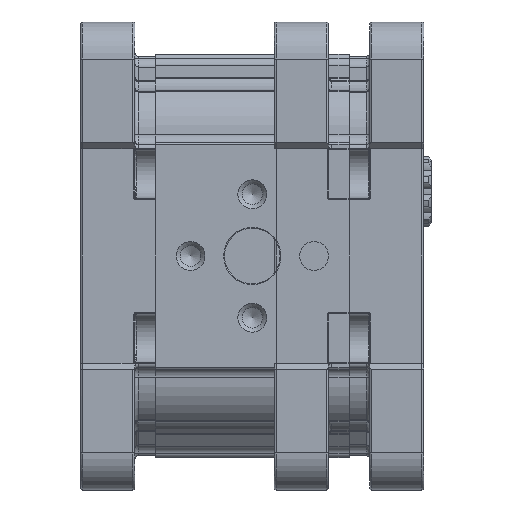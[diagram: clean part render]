
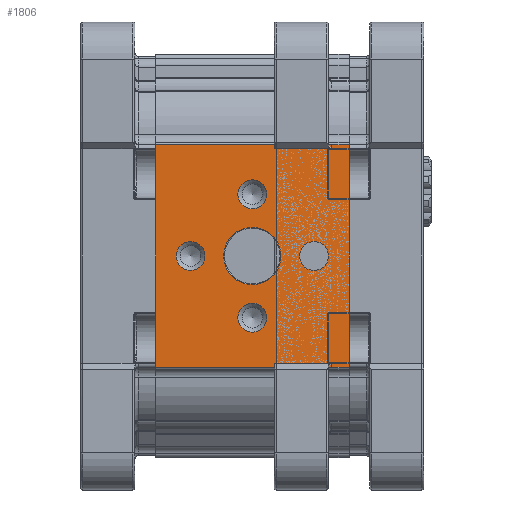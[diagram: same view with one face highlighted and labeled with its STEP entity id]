
A CAD part, left-side view. The second image highlights one B-rep face of the part: STEP entity #1806.
In plain terms, the highlighted planar face has unit normal (-1, 0, 0).
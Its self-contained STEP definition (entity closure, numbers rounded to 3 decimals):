
#1806 = ADVANCED_FACE( '', ( #4710, #4711, #4712, #4713, #4714, #4715 ), #4716, .T. );
#4710 = FACE_BOUND( '', #9108, .T. );
#4711 = FACE_BOUND( '', #9109, .T. );
#4712 = FACE_BOUND( '', #9110, .T. );
#4713 = FACE_BOUND( '', #9111, .T. );
#4714 = FACE_BOUND( '', #9112, .T. );
#4715 = FACE_OUTER_BOUND( '', #9113, .T. );
#4716 = PLANE( '', #9114 );
#9108 = EDGE_LOOP( '', ( #15949 ) );
#9109 = EDGE_LOOP( '', ( #15950 ) );
#9110 = EDGE_LOOP( '', ( #15951 ) );
#9111 = EDGE_LOOP( '', ( #15952 ) );
#9112 = EDGE_LOOP( '', ( #15953 ) );
#9113 = EDGE_LOOP( '', ( #15954, #15955, #15956, #15957 ) );
#9114 = AXIS2_PLACEMENT_3D( '', #15958, #15959, #15960 );
#15949 = ORIENTED_EDGE( '', *, *, #26859, .T. );
#15950 = ORIENTED_EDGE( '', *, *, #26860, .T. );
#15951 = ORIENTED_EDGE( '', *, *, #26861, .T. );
#15952 = ORIENTED_EDGE( '', *, *, #26862, .T. );
#15953 = ORIENTED_EDGE( '', *, *, #25966, .T. );
#15954 = ORIENTED_EDGE( '', *, *, #26863, .F. );
#15955 = ORIENTED_EDGE( '', *, *, #26864, .F. );
#15956 = ORIENTED_EDGE( '', *, *, #26865, .T. );
#15957 = ORIENTED_EDGE( '', *, *, #26866, .T. );
#15958 = CARTESIAN_POINT( '', ( -43., 47., 27.048 ) );
#15959 = DIRECTION( '', ( -1., 0., 0. ) );
#15960 = DIRECTION( '', ( 0., 0., 1. ) );
#25966 = EDGE_CURVE( '', #30718, #30718, #30719, .F. );
#26859 = EDGE_CURVE( '', #32238, #32238, #32239, .F. );
#26860 = EDGE_CURVE( '', #32240, #32240, #32241, .F. );
#26861 = EDGE_CURVE( '', #32242, #32242, #32243, .F. );
#26862 = EDGE_CURVE( '', #32244, #32244, #32245, .F. );
#26863 = EDGE_CURVE( '', #32246, #32247, #32248, .T. );
#26864 = EDGE_CURVE( '', #32249, #32246, #32250, .T. );
#26865 = EDGE_CURVE( '', #32249, #32251, #32252, .T. );
#26866 = EDGE_CURVE( '', #32251, #32247, #32253, .T. );
#30718 = VERTEX_POINT( '', #37817 );
#30719 = CIRCLE( '', #37818, 6.95 );
#32238 = VERTEX_POINT( '', #40730 );
#32239 = CIRCLE( '', #40731, 3.5 );
#32240 = VERTEX_POINT( '', #40732 );
#32241 = CIRCLE( '', #40733, 3.5 );
#32242 = VERTEX_POINT( '', #40734 );
#32243 = CIRCLE( '', #40735, 3.5 );
#32244 = VERTEX_POINT( '', #40736 );
#32245 = CIRCLE( '', #40737, 3.5 );
#32246 = VERTEX_POINT( '', #40738 );
#32247 = VERTEX_POINT( '', #40739 );
#32248 = LINE( '', #40740, #40741 );
#32249 = VERTEX_POINT( '', #40742 );
#32250 = LINE( '', #40743, #40744 );
#32251 = VERTEX_POINT( '', #40745 );
#32252 = LINE( '', #40746, #40747 );
#32253 = LINE( '', #40748, #40749 );
#37817 = CARTESIAN_POINT( '', ( -43., 23.5, 6.95 ) );
#37818 = AXIS2_PLACEMENT_3D( '', #49697, #49698, #49699 );
#40730 = CARTESIAN_POINT( '', ( -43., 8.5, 3.5 ) );
#40731 = AXIS2_PLACEMENT_3D( '', #50833, #50834, #50835 );
#40732 = CARTESIAN_POINT( '', ( -43., 38.5, 3.5 ) );
#40733 = AXIS2_PLACEMENT_3D( '', #50836, #50837, #50838 );
#40734 = CARTESIAN_POINT( '', ( -43., 23.5, -11.5 ) );
#40735 = AXIS2_PLACEMENT_3D( '', #50839, #50840, #50841 );
#40736 = CARTESIAN_POINT( '', ( -43., 23.5, 18.5 ) );
#40737 = AXIS2_PLACEMENT_3D( '', #50842, #50843, #50844 );
#40738 = CARTESIAN_POINT( '', ( -43., 0., 27.048 ) );
#40739 = CARTESIAN_POINT( '', ( -43., 0., -27.048 ) );
#40740 = CARTESIAN_POINT( '', ( -43., 0., 27.048 ) );
#40741 = VECTOR( '', #50845, 1000. );
#40742 = CARTESIAN_POINT( '', ( -43., 47., 27.048 ) );
#40743 = CARTESIAN_POINT( '', ( -43., 47., 27.048 ) );
#40744 = VECTOR( '', #50846, 1000. );
#40745 = CARTESIAN_POINT( '', ( -43., 47., -27.048 ) );
#40746 = CARTESIAN_POINT( '', ( -43., 47., 27.048 ) );
#40747 = VECTOR( '', #50847, 1000. );
#40748 = CARTESIAN_POINT( '', ( -43., 47., -27.048 ) );
#40749 = VECTOR( '', #50848, 1000. );
#49697 = CARTESIAN_POINT( '', ( -43., 23.5, 0. ) );
#49698 = DIRECTION( '', ( -1., 0., 0. ) );
#49699 = DIRECTION( '', ( 0., 0., 1. ) );
#50833 = CARTESIAN_POINT( '', ( -43., 8.5, 0. ) );
#50834 = DIRECTION( '', ( -1., 0., 0. ) );
#50835 = DIRECTION( '', ( 0., 0., 1. ) );
#50836 = CARTESIAN_POINT( '', ( -43., 38.5, 0. ) );
#50837 = DIRECTION( '', ( -1., 0., 0. ) );
#50838 = DIRECTION( '', ( 0., 0., 1. ) );
#50839 = CARTESIAN_POINT( '', ( -43., 23.5, -15. ) );
#50840 = DIRECTION( '', ( -1., 0., 0. ) );
#50841 = DIRECTION( '', ( 0., 0., 1. ) );
#50842 = CARTESIAN_POINT( '', ( -43., 23.5, 15. ) );
#50843 = DIRECTION( '', ( -1., 0., 0. ) );
#50844 = DIRECTION( '', ( 0., 0., 1. ) );
#50845 = DIRECTION( '', ( 0., 0., -1. ) );
#50846 = DIRECTION( '', ( 0., -1., 0. ) );
#50847 = DIRECTION( '', ( 0., 0., -1. ) );
#50848 = DIRECTION( '', ( 0., -1., 0. ) );
